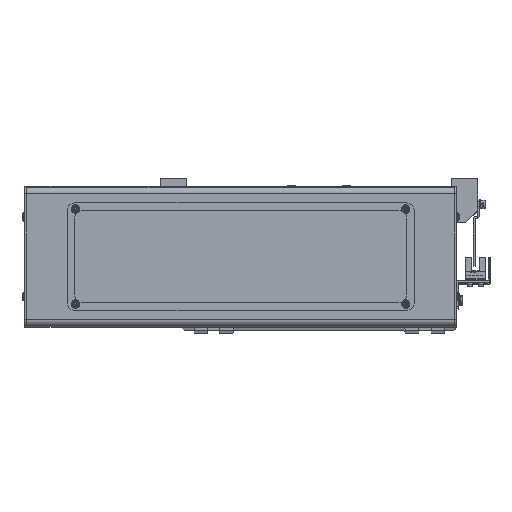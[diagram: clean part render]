
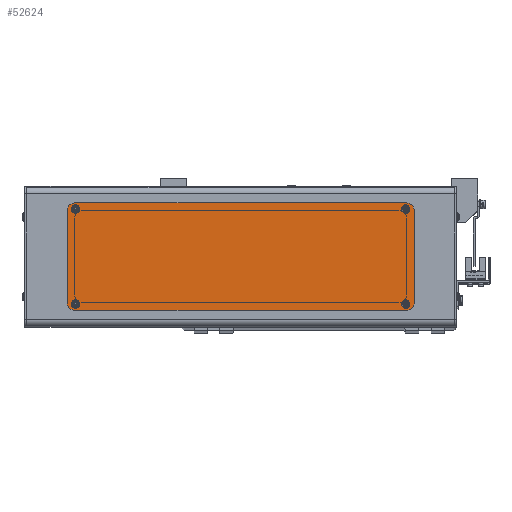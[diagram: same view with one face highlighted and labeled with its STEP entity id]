
A CAD part, top view. The second image highlights one B-rep face of the part: STEP entity #52624.
In plain terms, the highlighted planar face has unit normal (0, 0, 1).
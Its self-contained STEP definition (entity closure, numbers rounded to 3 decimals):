
#15 = ORIENTED_EDGE ( 'NONE', *, *, #33550, .T. ) ;
#365 = CARTESIAN_POINT ( 'NONE',  ( 108.25, -35., 2. ) ) ;
#431 = AXIS2_PLACEMENT_3D ( 'NONE', #40827, #5665, #46622 ) ;
#838 = ORIENTED_EDGE ( 'NONE', *, *, #27433, .F. ) ;
#1624 = CARTESIAN_POINT ( 'NONE',  ( -107.75, 31., 2. ) ) ;
#1751 = CARTESIAN_POINT ( 'NONE',  ( -108.25, 35., 2. ) ) ;
#1957 = DIRECTION ( 'NONE',  ( 0., 0., 1. ) ) ;
#2356 = DIRECTION ( 'NONE',  ( 0., -1., 0. ) ) ;
#2497 = VERTEX_POINT ( 'NONE', #64035 ) ;
#4926 = VECTOR ( 'NONE', #41453, 1000. ) ;
#5436 = DIRECTION ( 'NONE',  ( 1., 0., 0. ) ) ;
#5534 = AXIS2_PLACEMENT_3D ( 'NONE', #32273, #72834, #38156 ) ;
#5665 = DIRECTION ( 'NONE',  ( 0., 0., 1. ) ) ;
#6196 = CIRCLE ( 'NONE', #73960, 5. ) ;
#6585 = CARTESIAN_POINT ( 'NONE',  ( 109.45, 31., 2. ) ) ;
#6798 = LINE ( 'NONE', #365, #4926 ) ;
#7582 = DIRECTION ( 'NONE',  ( 1., 0., 0. ) ) ;
#9094 = EDGE_CURVE ( 'NONE', #2497, #28598, #62264, .T. ) ;
#9590 = ORIENTED_EDGE ( 'NONE', *, *, #30088, .F. ) ;
#9696 = VECTOR ( 'NONE', #2356, 1000. ) ;
#10141 = CARTESIAN_POINT ( 'NONE',  ( 108.25, -30., 2. ) ) ;
#10155 = CARTESIAN_POINT ( 'NONE',  ( 113.25, -30., 2. ) ) ;
#10220 = EDGE_CURVE ( 'NONE', #54726, #41409, #68381, .T. ) ;
#10390 = CARTESIAN_POINT ( 'NONE',  ( 108.25, 35., 2. ) ) ;
#10608 = ORIENTED_EDGE ( 'NONE', *, *, #13580, .T. ) ;
#10886 = AXIS2_PLACEMENT_3D ( 'NONE', #14446, #55191, #20323 ) ;
#11563 = LINE ( 'NONE', #54805, #9696 ) ;
#11658 = VERTEX_POINT ( 'NONE', #10155 ) ;
#11687 = CARTESIAN_POINT ( 'NONE',  ( 113.25, 30., 2. ) ) ;
#12614 = CARTESIAN_POINT ( 'NONE',  ( -108.25, 30., 2. ) ) ;
#13116 = CIRCLE ( 'NONE', #5534, 1.7 ) ;
#13580 = EDGE_CURVE ( 'NONE', #22199, #67501, #6798, .T. ) ;
#14006 = DIRECTION ( 'NONE',  ( 0., 0., 1. ) ) ;
#14446 = CARTESIAN_POINT ( 'NONE',  ( 107.75, -31., 2. ) ) ;
#14842 = CARTESIAN_POINT ( 'NONE',  ( -108.25, 30., 2. ) ) ;
#14909 = CARTESIAN_POINT ( 'NONE',  ( -108.25, 35., 2. ) ) ;
#16098 = DIRECTION ( 'NONE',  ( 1., 0., 0. ) ) ;
#16190 = CARTESIAN_POINT ( 'NONE',  ( 113.25, 30., 2. ) ) ;
#16494 = CIRCLE ( 'NONE', #19660, 5. ) ;
#18766 = DIRECTION ( 'NONE',  ( 0., 0., 1. ) ) ;
#18875 = EDGE_CURVE ( 'NONE', #20852, #25068, #39111, .T. ) ;
#19450 = CIRCLE ( 'NONE', #64044, 1.7 ) ;
#19660 = AXIS2_PLACEMENT_3D ( 'NONE', #10141, #50995, #16098 ) ;
#19887 = AXIS2_PLACEMENT_3D ( 'NONE', #1624, #42701, #7582 ) ;
#20323 = DIRECTION ( 'NONE',  ( 1., 0., 0. ) ) ;
#20422 = CARTESIAN_POINT ( 'NONE',  ( 109.45, -31., 2. ) ) ;
#20745 = DIRECTION ( 'NONE',  ( 1., 0., 0. ) ) ;
#20772 = VERTEX_POINT ( 'NONE', #56535 ) ;
#20852 = VERTEX_POINT ( 'NONE', #22225 ) ;
#22199 = VERTEX_POINT ( 'NONE', #36929 ) ;
#22225 = CARTESIAN_POINT ( 'NONE',  ( 106.05, 31., 2. ) ) ;
#23410 = VECTOR ( 'NONE', #54484, 1000. ) ;
#23488 = EDGE_CURVE ( 'NONE', #25068, #20852, #42208, .T. ) ;
#23868 = ORIENTED_EDGE ( 'NONE', *, *, #60409, .T. ) ;
#24941 = AXIS2_PLACEMENT_3D ( 'NONE', #37151, #1957, #43025 ) ;
#25068 = VERTEX_POINT ( 'NONE', #6585 ) ;
#25380 = CARTESIAN_POINT ( 'NONE',  ( 108.25, -35., 2. ) ) ;
#26693 = CARTESIAN_POINT ( 'NONE',  ( -109.45, -31., 2. ) ) ;
#27080 = CIRCLE ( 'NONE', #19887, 1.7 ) ;
#27133 = EDGE_CURVE ( 'NONE', #58020, #63668, #42071, .T. ) ;
#27413 = ORIENTED_EDGE ( 'NONE', *, *, #10220, .T. ) ;
#27433 = EDGE_CURVE ( 'NONE', #28598, #2497, #28308, .T. ) ;
#28308 = CIRCLE ( 'NONE', #10886, 1.7 ) ;
#28598 = VERTEX_POINT ( 'NONE', #20422 ) ;
#28803 = CARTESIAN_POINT ( 'NONE',  ( 107.75, -31., 2. ) ) ;
#29204 = DIRECTION ( 'NONE',  ( 1., 0., 0. ) ) ;
#29942 = DIRECTION ( 'NONE',  ( 0., 0., 1. ) ) ;
#30088 = EDGE_CURVE ( 'NONE', #20772, #51111, #27080, .T. ) ;
#30142 = ORIENTED_EDGE ( 'NONE', *, *, #9094, .F. ) ;
#31449 = VECTOR ( 'NONE', #41098, 1000. ) ;
#31514 = EDGE_CURVE ( 'NONE', #63668, #58020, #13116, .T. ) ;
#31526 = VERTEX_POINT ( 'NONE', #14909 ) ;
#31656 = AXIS2_PLACEMENT_3D ( 'NONE', #12614, #18766, #59433 ) ;
#32273 = CARTESIAN_POINT ( 'NONE',  ( -107.75, -31., 2. ) ) ;
#32838 = CARTESIAN_POINT ( 'NONE',  ( -113.25, 30., 2. ) ) ;
#32938 = AXIS2_PLACEMENT_3D ( 'NONE', #33679, #74237, #39556 ) ;
#33550 = EDGE_CURVE ( 'NONE', #11658, #54726, #46936, .T. ) ;
#33679 = CARTESIAN_POINT ( 'NONE',  ( 107.75, 31., 2. ) ) ;
#33895 = CIRCLE ( 'NONE', #24941, 5. ) ;
#34283 = EDGE_LOOP ( 'NONE', ( #72467, #41151 ) ) ;
#35147 = ORIENTED_EDGE ( 'NONE', *, *, #31514, .F. ) ;
#36501 = CARTESIAN_POINT ( 'NONE',  ( -113.25, -30., 2. ) ) ;
#36606 = AXIS2_PLACEMENT_3D ( 'NONE', #28803, #29942, #29204 ) ;
#36929 = CARTESIAN_POINT ( 'NONE',  ( -108.25, -35., 2. ) ) ;
#37151 = CARTESIAN_POINT ( 'NONE',  ( -108.25, -30., 2. ) ) ;
#38156 = DIRECTION ( 'NONE',  ( 1., 0., 0. ) ) ;
#38922 = LINE ( 'NONE', #1751, #23410 ) ;
#39111 = CIRCLE ( 'NONE', #32938, 1.7 ) ;
#39556 = DIRECTION ( 'NONE',  ( 1., 0., 0. ) ) ;
#40579 = DIRECTION ( 'NONE',  ( 0., 0., 1. ) ) ;
#40827 = CARTESIAN_POINT ( 'NONE',  ( -107.75, -31., 2. ) ) ;
#41098 = DIRECTION ( 'NONE',  ( 0., 1., 0. ) ) ;
#41151 = ORIENTED_EDGE ( 'NONE', *, *, #23488, .F. ) ;
#41409 = VERTEX_POINT ( 'NONE', #10390 ) ;
#41453 = DIRECTION ( 'NONE',  ( 1., 0., 0. ) ) ;
#41555 = FACE_BOUND ( 'NONE', #48942, .T. ) ;
#42015 = PLANE ( 'NONE',  #31656 ) ;
#42071 = CIRCLE ( 'NONE', #431, 1.7 ) ;
#42208 = CIRCLE ( 'NONE', #51198, 1.7 ) ;
#42543 = ORIENTED_EDGE ( 'NONE', *, *, #48953, .T. ) ;
#42701 = DIRECTION ( 'NONE',  ( 0., 0., 1. ) ) ;
#43025 = DIRECTION ( 'NONE',  ( 1., 0., 0. ) ) ;
#43355 = FACE_OUTER_BOUND ( 'NONE', #46386, .T. ) ;
#43900 = ORIENTED_EDGE ( 'NONE', *, *, #27133, .F. ) ;
#45112 = CARTESIAN_POINT ( 'NONE',  ( 108.25, 30., 2. ) ) ;
#45249 = DIRECTION ( 'NONE',  ( 0., 0., 1. ) ) ;
#45270 = DIRECTION ( 'NONE',  ( 1., 0., 0. ) ) ;
#46386 = EDGE_LOOP ( 'NONE', ( #23868, #64576, #74041, #10608, #42543, #15, #27413, #74861 ) ) ;
#46622 = DIRECTION ( 'NONE',  ( 1., 0., 0. ) ) ;
#46936 = LINE ( 'NONE', #11687, #31449 ) ;
#48582 = CARTESIAN_POINT ( 'NONE',  ( -106.05, 31., 2. ) ) ;
#48724 = ORIENTED_EDGE ( 'NONE', *, *, #64122, .F. ) ;
#48942 = EDGE_LOOP ( 'NONE', ( #43900, #35147 ) ) ;
#48950 = CARTESIAN_POINT ( 'NONE',  ( 107.75, 31., 2. ) ) ;
#48953 = EDGE_CURVE ( 'NONE', #67501, #11658, #16494, .T. ) ;
#50303 = AXIS2_PLACEMENT_3D ( 'NONE', #45112, #45249, #45270 ) ;
#50995 = DIRECTION ( 'NONE',  ( 0., 0., 1. ) ) ;
#51111 = VERTEX_POINT ( 'NONE', #48582 ) ;
#51198 = AXIS2_PLACEMENT_3D ( 'NONE', #48950, #14006, #54759 ) ;
#52624 = ADVANCED_FACE ( 'NONE', ( #58741, #72300, #43355, #56918, #41555 ), #42015, .T. ) ;
#53545 = EDGE_LOOP ( 'NONE', ( #30142, #838 ) ) ;
#54484 = DIRECTION ( 'NONE',  ( -1., 0., 0. ) ) ;
#54726 = VERTEX_POINT ( 'NONE', #16190 ) ;
#54759 = DIRECTION ( 'NONE',  ( 1., 0., 0. ) ) ;
#54805 = CARTESIAN_POINT ( 'NONE',  ( -113.25, -30., 2. ) ) ;
#55191 = DIRECTION ( 'NONE',  ( 0., 0., 1. ) ) ;
#55298 = EDGE_CURVE ( 'NONE', #56380, #22199, #33895, .T. ) ;
#55581 = DIRECTION ( 'NONE',  ( 0., 0., 1. ) ) ;
#56380 = VERTEX_POINT ( 'NONE', #36501 ) ;
#56535 = CARTESIAN_POINT ( 'NONE',  ( -109.45, 31., 2. ) ) ;
#56918 = FACE_BOUND ( 'NONE', #34283, .T. ) ;
#58020 = VERTEX_POINT ( 'NONE', #26693 ) ;
#58741 = FACE_BOUND ( 'NONE', #53545, .T. ) ;
#59433 = DIRECTION ( 'NONE',  ( 1., 0., 0. ) ) ;
#59476 = EDGE_LOOP ( 'NONE', ( #9590, #48724 ) ) ;
#60409 = EDGE_CURVE ( 'NONE', #31526, #64561, #6196, .T. ) ;
#62264 = CIRCLE ( 'NONE', #36606, 1.7 ) ;
#63668 = VERTEX_POINT ( 'NONE', #64461 ) ;
#64035 = CARTESIAN_POINT ( 'NONE',  ( 106.05, -31., 2. ) ) ;
#64044 = AXIS2_PLACEMENT_3D ( 'NONE', #75196, #40579, #5436 ) ;
#64122 = EDGE_CURVE ( 'NONE', #51111, #20772, #19450, .T. ) ;
#64461 = CARTESIAN_POINT ( 'NONE',  ( -106.05, -31., 2. ) ) ;
#64561 = VERTEX_POINT ( 'NONE', #32838 ) ;
#64576 = ORIENTED_EDGE ( 'NONE', *, *, #65568, .T. ) ;
#65568 = EDGE_CURVE ( 'NONE', #64561, #56380, #11563, .T. ) ;
#66105 = EDGE_CURVE ( 'NONE', #41409, #31526, #38922, .T. ) ;
#67501 = VERTEX_POINT ( 'NONE', #25380 ) ;
#68381 = CIRCLE ( 'NONE', #50303, 5. ) ;
#72300 = FACE_BOUND ( 'NONE', #59476, .T. ) ;
#72467 = ORIENTED_EDGE ( 'NONE', *, *, #18875, .F. ) ;
#72834 = DIRECTION ( 'NONE',  ( 0., 0., 1. ) ) ;
#73960 = AXIS2_PLACEMENT_3D ( 'NONE', #14842, #55581, #20745 ) ;
#74041 = ORIENTED_EDGE ( 'NONE', *, *, #55298, .T. ) ;
#74237 = DIRECTION ( 'NONE',  ( 0., 0., 1. ) ) ;
#74861 = ORIENTED_EDGE ( 'NONE', *, *, #66105, .T. ) ;
#75196 = CARTESIAN_POINT ( 'NONE',  ( -107.75, 31., 2. ) ) ;
